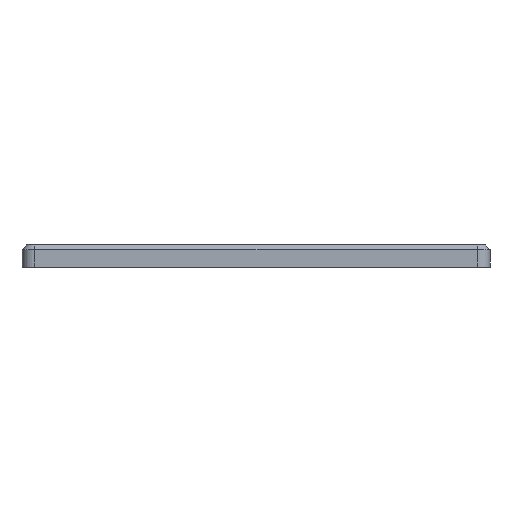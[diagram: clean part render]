
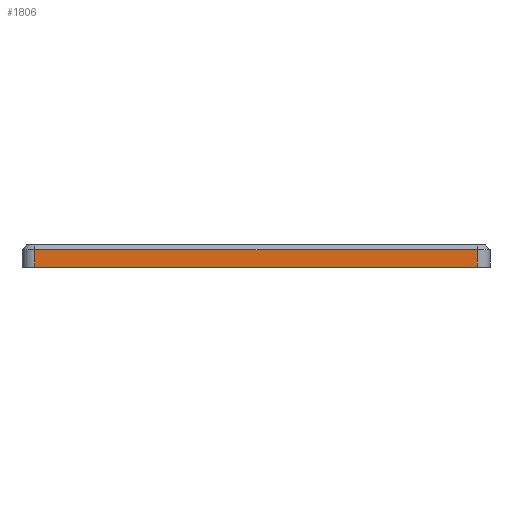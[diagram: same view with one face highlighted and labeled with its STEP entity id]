
A CAD part, left-side view. The second image highlights one B-rep face of the part: STEP entity #1806.
In plain terms, the highlighted planar face has unit normal (-1, 0, 0).
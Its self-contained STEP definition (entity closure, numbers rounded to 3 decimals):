
#200=FACE_OUTER_BOUND('',#308,.T.);
#308=EDGE_LOOP('',(#1617,#1618,#1619,#1620));
#370=LINE('',#2602,#574);
#512=LINE('',#2979,#716);
#513=LINE('',#2982,#717);
#514=LINE('',#2983,#718);
#574=VECTOR('',#2068,10.);
#716=VECTOR('',#2456,10.);
#717=VECTOR('',#2459,10.);
#718=VECTOR('',#2460,10.);
#769=VERTEX_POINT('',#2599);
#770=VERTEX_POINT('',#2601);
#882=VERTEX_POINT('',#2977);
#883=VERTEX_POINT('',#2981);
#939=EDGE_CURVE('',#769,#770,#370,.T.);
#1131=EDGE_CURVE('',#770,#882,#512,.T.);
#1132=EDGE_CURVE('',#882,#883,#513,.T.);
#1133=EDGE_CURVE('',#883,#769,#514,.T.);
#1617=ORIENTED_EDGE('',*,*,#1132,.F.);
#1618=ORIENTED_EDGE('',*,*,#1131,.F.);
#1619=ORIENTED_EDGE('',*,*,#939,.F.);
#1620=ORIENTED_EDGE('',*,*,#1133,.F.);
#1711=PLANE('',#1969);
#1806=ADVANCED_FACE('',(#200),#1711,.T.);
#1969=AXIS2_PLACEMENT_3D('',#2980,#2457,#2458);
#2068=DIRECTION('',(0.,1.,0.));
#2456=DIRECTION('',(0.,0.,1.));
#2457=DIRECTION('center_axis',(-1.,0.,0.));
#2458=DIRECTION('ref_axis',(0.,-1.,0.));
#2459=DIRECTION('',(0.,-1.,0.));
#2460=DIRECTION('',(0.,0.,-1.));
#2599=CARTESIAN_POINT('',(-212.534,-21.877,0.));
#2601=CARTESIAN_POINT('',(-212.534,117.523,0.));
#2602=CARTESIAN_POINT('',(-212.534,-25.877,0.));
#2977=CARTESIAN_POINT('',(-212.534,117.523,5.5));
#2979=CARTESIAN_POINT('',(-212.534,117.523,0.));
#2980=CARTESIAN_POINT('Origin',(-212.534,121.523,0.));
#2981=CARTESIAN_POINT('',(-212.534,-21.877,5.5));
#2982=CARTESIAN_POINT('',(-212.534,84.673,5.5));
#2983=CARTESIAN_POINT('',(-212.534,-21.877,0.));
